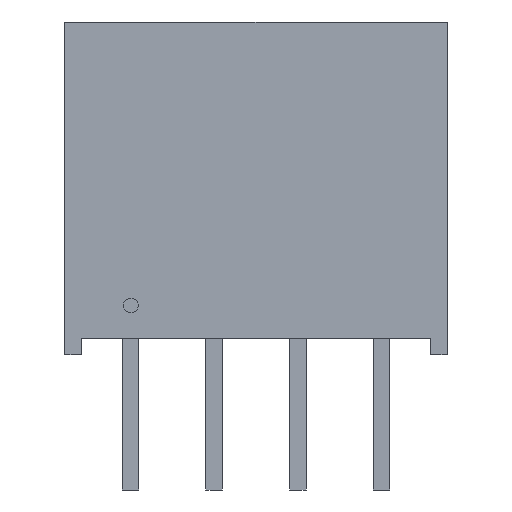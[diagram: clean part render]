
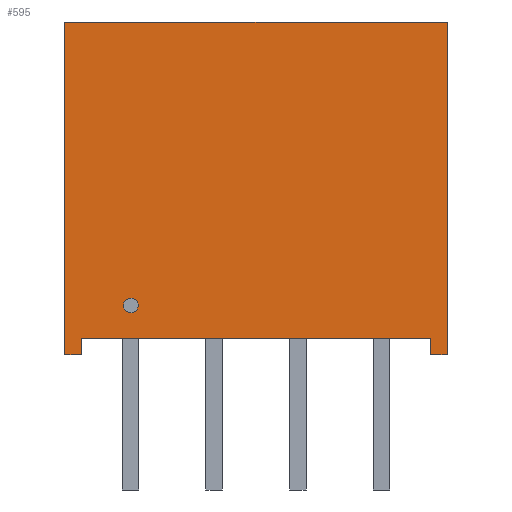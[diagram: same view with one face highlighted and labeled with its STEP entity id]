
A CAD part, front view. The second image highlights one B-rep face of the part: STEP entity #595.
In plain terms, the highlighted planar face has unit normal (0, -1, 0).
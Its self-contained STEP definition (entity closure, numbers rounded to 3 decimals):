
#16=FACE_BOUND('',#74,.T.);
#18=CIRCLE('',#636,0.225);
#37=FACE_OUTER_BOUND('',#73,.T.);
#73=EDGE_LOOP('',(#435,#436,#437,#438,#439,#440,#441,#442));
#74=EDGE_LOOP('',(#443));
#107=LINE('',#848,#180);
#123=LINE('',#881,#196);
#127=LINE('',#888,#200);
#130=LINE('',#894,#203);
#133=LINE('',#900,#206);
#135=LINE('',#903,#208);
#138=LINE('',#909,#211);
#140=LINE('',#912,#213);
#180=VECTOR('',#700,1.);
#196=VECTOR('',#718,1.);
#200=VECTOR('',#724,1.);
#203=VECTOR('',#729,1.);
#206=VECTOR('',#734,1.);
#208=VECTOR('',#738,1.);
#211=VECTOR('',#743,1.);
#213=VECTOR('',#747,1.);
#247=VERTEX_POINT('',#838);
#250=VERTEX_POINT('',#845);
#251=VERTEX_POINT('',#847);
#266=VERTEX_POINT('',#878);
#267=VERTEX_POINT('',#880);
#269=VERTEX_POINT('',#886);
#271=VERTEX_POINT('',#892);
#273=VERTEX_POINT('',#898);
#275=VERTEX_POINT('',#907);
#302=EDGE_CURVE('',#247,#247,#18,.T.);
#305=EDGE_CURVE('',#251,#250,#107,.T.);
#321=EDGE_CURVE('',#267,#266,#123,.T.);
#325=EDGE_CURVE('',#266,#269,#127,.T.);
#328=EDGE_CURVE('',#269,#271,#130,.T.);
#331=EDGE_CURVE('',#271,#273,#133,.T.);
#333=EDGE_CURVE('',#273,#251,#135,.T.);
#336=EDGE_CURVE('',#250,#275,#138,.T.);
#338=EDGE_CURVE('',#275,#267,#140,.T.);
#435=ORIENTED_EDGE('',*,*,#321,.T.);
#436=ORIENTED_EDGE('',*,*,#325,.T.);
#437=ORIENTED_EDGE('',*,*,#328,.T.);
#438=ORIENTED_EDGE('',*,*,#331,.T.);
#439=ORIENTED_EDGE('',*,*,#333,.T.);
#440=ORIENTED_EDGE('',*,*,#305,.T.);
#441=ORIENTED_EDGE('',*,*,#336,.T.);
#442=ORIENTED_EDGE('',*,*,#338,.T.);
#443=ORIENTED_EDGE('',*,*,#302,.F.);
#527=PLANE('',#645);
#595=ADVANCED_FACE('',(#37,#16),#527,.F.);
#636=AXIS2_PLACEMENT_3D('',#840,#694,#695);
#645=AXIS2_PLACEMENT_3D('',#913,#748,#749);
#694=DIRECTION('center_axis',(0.,-1.,0.));
#695=DIRECTION('ref_axis',(1.,0.,0.));
#700=DIRECTION('',(1.,0.,0.));
#718=DIRECTION('',(0.,0.,1.));
#724=DIRECTION('',(-1.,0.,0.));
#729=DIRECTION('',(0.,0.,-1.));
#734=DIRECTION('',(1.,0.,0.));
#738=DIRECTION('',(0.,0.,1.));
#743=DIRECTION('',(0.,0.,-1.));
#747=DIRECTION('',(1.,0.,0.));
#748=DIRECTION('center_axis',(0.,1.,0.));
#749=DIRECTION('ref_axis',(-1.,0.,0.));
#838=CARTESIAN_POINT('',(-0.215,-0.9,1.5));
#840=CARTESIAN_POINT('Origin',(0.01,-0.9,1.5));
#845=CARTESIAN_POINT('',(9.11,-0.9,0.5));
#847=CARTESIAN_POINT('',(-1.49,-0.9,0.5));
#848=CARTESIAN_POINT('',(-1.49,-0.9,0.5));
#878=CARTESIAN_POINT('',(9.61,-0.9,10.1));
#880=CARTESIAN_POINT('',(9.61,-0.9,0.));
#881=CARTESIAN_POINT('',(9.61,-0.9,0.));
#886=CARTESIAN_POINT('',(-1.99,-0.9,10.1));
#888=CARTESIAN_POINT('',(-1.99,-0.9,10.1));
#892=CARTESIAN_POINT('',(-1.99,-0.9,0.));
#894=CARTESIAN_POINT('',(-1.99,-0.9,0.));
#898=CARTESIAN_POINT('',(-1.49,-0.9,0.));
#900=CARTESIAN_POINT('',(-1.49,-0.9,0.));
#903=CARTESIAN_POINT('',(-1.49,-0.9,0.5));
#907=CARTESIAN_POINT('',(9.11,-0.9,0.));
#909=CARTESIAN_POINT('',(9.11,-0.9,0.5));
#912=CARTESIAN_POINT('',(9.11,-0.9,0.));
#913=CARTESIAN_POINT('Origin',(9.61,-0.9,10.1));
